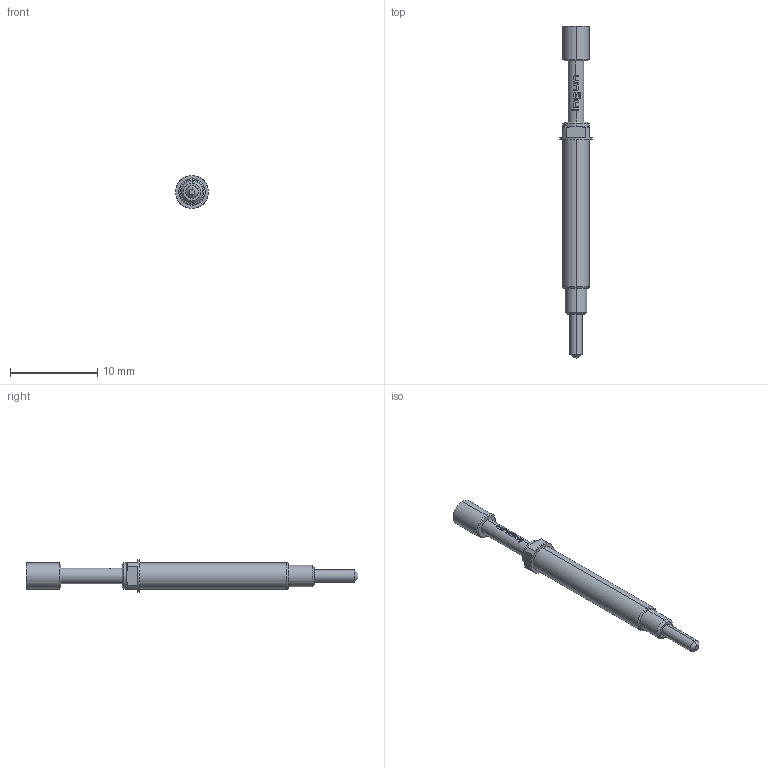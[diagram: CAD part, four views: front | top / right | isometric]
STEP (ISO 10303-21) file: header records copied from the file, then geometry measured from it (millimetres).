
FILE_DESCRIPTION (( 'STEP AP203' ), '1' );
FILE_NAME ('INGUN_GKS-503_302_300_A_xx02_M.STEP', '2021-12-20T12:04:30', ( 'ochi' ), ( '' ), 'SwSTEP 2.0', 'SolidWorks 2018', '' );
FILE_SCHEMA (( 'CONFIG_CONTROL_DESIGN' ));
Length unit declared in the file: millimetre
Products named in the file (1): INGUN_GKS-503_302_300_A_xx02_M
Bounding box: 3.75 x 38 x 3.75 mm (x, y, z)
Volume: 204.8 mm3; surface area: 330.1 mm2
Topology: 1 solids, 1 shells, 122 faces, 330 edges, 216 vertices
Faces by surface type: plane 55, cylinder 33, bspline 22, cone 10, torus 2
Entity records: 4907 total; most frequent: CARTESIAN_POINT 2235, ORIENTED_EDGE 660, DIRECTION 352, EDGE_CURVE 330, B_SPLINE_CURVE_WITH_KNOTS 228, VERTEX_POINT 216, AXIS2_PLACEMENT_3D 149, EDGE_LOOP 128
